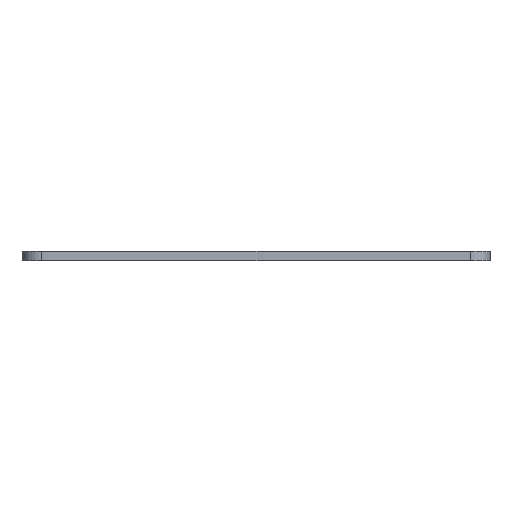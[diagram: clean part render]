
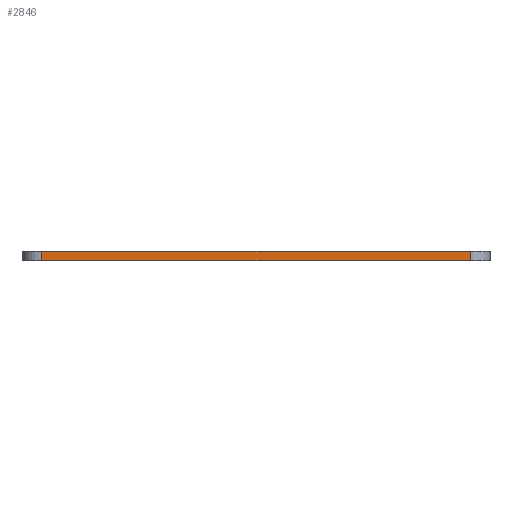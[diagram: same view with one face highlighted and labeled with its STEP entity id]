
A CAD part, front view. The second image highlights one B-rep face of the part: STEP entity #2846.
In plain terms, the highlighted planar face has unit normal (0, -1, 0).
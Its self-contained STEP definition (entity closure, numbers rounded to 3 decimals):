
#163 = VERTEX_POINT('',#164);
#164 = CARTESIAN_POINT('',(15.875,-139.7,0.));
#171 = EDGE_CURVE('',#172,#163,#174,.T.);
#172 = VERTEX_POINT('',#173);
#173 = CARTESIAN_POINT('',(85.725,-139.7,0.));
#174 = LINE('',#175,#176);
#175 = CARTESIAN_POINT('',(85.725,-139.7,0.));
#176 = VECTOR('',#177,1.);
#177 = DIRECTION('',(-1.,0.,0.));
#1491 = VERTEX_POINT('',#1492);
#1492 = CARTESIAN_POINT('',(15.875,-139.7,1.6));
#1499 = EDGE_CURVE('',#1500,#1491,#1502,.T.);
#1500 = VERTEX_POINT('',#1501);
#1501 = CARTESIAN_POINT('',(85.725,-139.7,1.6));
#1502 = LINE('',#1503,#1504);
#1503 = CARTESIAN_POINT('',(85.725,-139.7,1.6));
#1504 = VECTOR('',#1505,1.);
#1505 = DIRECTION('',(-1.,0.,0.));
#2818 = EDGE_CURVE('',#172,#1500,#2819,.T.);
#2819 = LINE('',#2820,#2821);
#2820 = CARTESIAN_POINT('',(85.725,-139.7,0.));
#2821 = VECTOR('',#2822,1.);
#2822 = DIRECTION('',(0.,0.,1.));
#2846 = ADVANCED_FACE('',(#2847),#2858,.T.);
#2847 = FACE_BOUND('',#2848,.T.);
#2848 = EDGE_LOOP('',(#2849,#2850,#2851,#2857));
#2849 = ORIENTED_EDGE('',*,*,#2818,.T.);
#2850 = ORIENTED_EDGE('',*,*,#1499,.T.);
#2851 = ORIENTED_EDGE('',*,*,#2852,.F.);
#2852 = EDGE_CURVE('',#163,#1491,#2853,.T.);
#2853 = LINE('',#2854,#2855);
#2854 = CARTESIAN_POINT('',(15.875,-139.7,0.));
#2855 = VECTOR('',#2856,1.);
#2856 = DIRECTION('',(0.,0.,1.));
#2857 = ORIENTED_EDGE('',*,*,#171,.F.);
#2858 = PLANE('',#2859);
#2859 = AXIS2_PLACEMENT_3D('',#2860,#2861,#2862);
#2860 = CARTESIAN_POINT('',(85.725,-139.7,0.));
#2861 = DIRECTION('',(0.,-1.,0.));
#2862 = DIRECTION('',(-1.,0.,0.));
